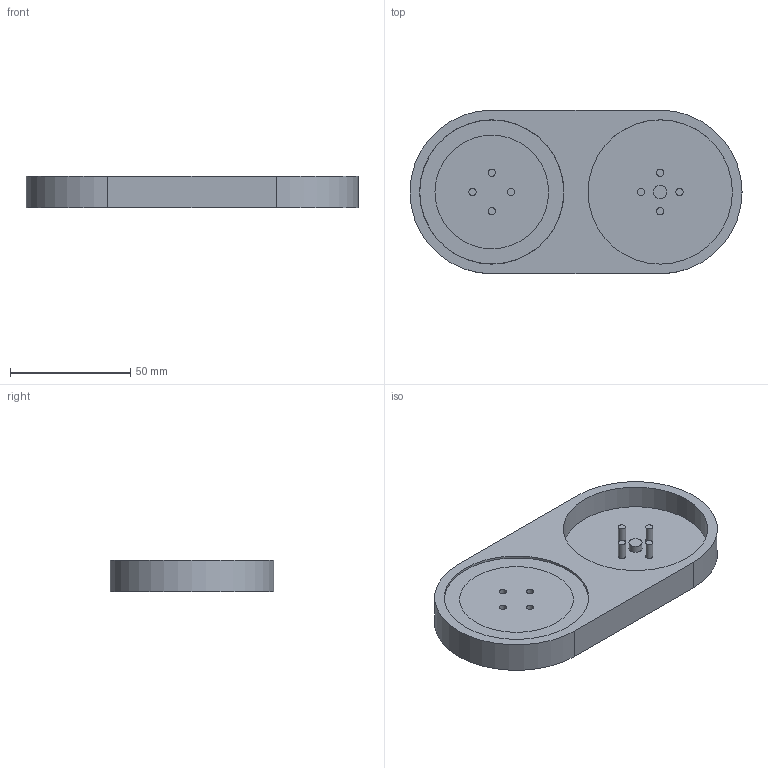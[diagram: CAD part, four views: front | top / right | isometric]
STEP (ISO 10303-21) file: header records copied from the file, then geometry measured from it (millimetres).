
FILE_DESCRIPTION(/* description */ (''),/* implementation_level */ '2;1');
FILE_NAME(/* name */ 'Molde Para acoplador de eixo (Imprimir em ABS!!)).step',/* time_stamp */ '2026-02-18T14:23:31-03:00',/* author */ (''),/* organization */ (''),/* preprocessor_version */ 'ST-DEVELOPER v20.1',/* originating_system */ 'Autodesk Translation Framework v14.24.0.0',/* authorisation */ '');
FILE_SCHEMA (('AUTOMOTIVE_DESIGN { 1 0 10303 214 3 1 1 }'));
Length unit declared in the file: millimetre
Products named in the file (2): Molde Para acoplador de eixo (Imprimir em ABS!!)); Roda para Acoplador de eixo v4
Assembly tree (1 placements, depth 2):
  Molde Para acoplador de eixo (Imprimir em ABS!!))
    Roda para Acoplador de eixo v4
Bounding box: 138 x 68 x 13 mm (x, y, z)
Volume: 78250.7 mm3; surface area: 39003.3 mm2
Topology: 3 solids, 3 shells, 57 faces, 100 edges, 62 vertices
Faces by surface type: cylinder 24, plane 21, cone 12
Full cylindrical faces by diameter (mm): 3 x12, 5.5 x3, 47.25 x4, 59.85 x1, 60 x2
Entity records: 1449 total; most frequent: DIRECTION 278, CARTESIAN_POINT 222, ORIENTED_EDGE 200, AXIS2_PLACEMENT_3D 118, EDGE_CURVE 100, EDGE_LOOP 80, VERTEX_POINT 62, CIRCLE 58
